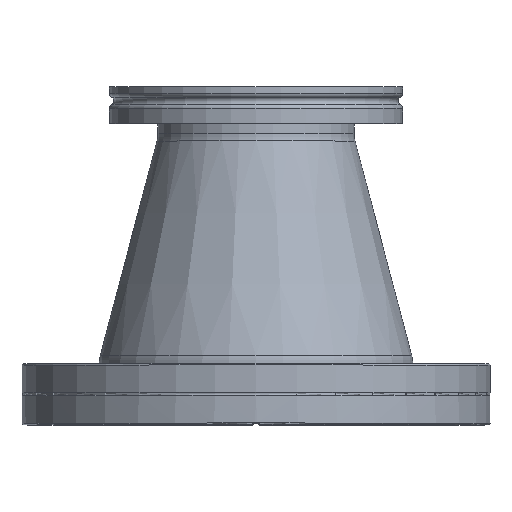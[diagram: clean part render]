
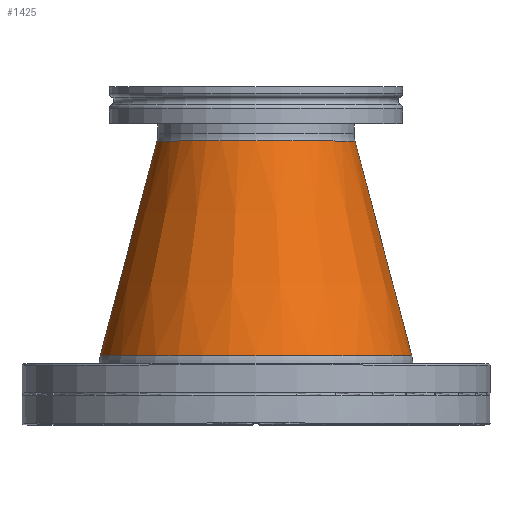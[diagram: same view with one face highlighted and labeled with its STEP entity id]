
A CAD part, top view. The second image highlights one B-rep face of the part: STEP entity #1425.
In plain terms, the highlighted conical face has half-angle 14.8 degrees and reference radius 41.275 mm.
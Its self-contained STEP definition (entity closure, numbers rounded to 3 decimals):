
#96=CONICAL_SURFACE('',#1657,41.275,14.8);
#270=FACE_BOUND('',#611,.T.);
#378=FACE_OUTER_BOUND('',#610,.T.);
#610=EDGE_LOOP('',(#1290));
#611=EDGE_LOOP('',(#1291));
#738=CIRCLE('',#1655,32.082);
#740=CIRCLE('',#1658,50.468);
#870=VERTEX_POINT('',#2764);
#872=VERTEX_POINT('',#2769);
#1012=EDGE_CURVE('',#870,#870,#738,.T.);
#1014=EDGE_CURVE('',#872,#872,#740,.T.);
#1290=ORIENTED_EDGE('',*,*,#1014,.F.);
#1291=ORIENTED_EDGE('',*,*,#1012,.F.);
#1425=ADVANCED_FACE('',(#378,#270),#96,.T.);
#1655=AXIS2_PLACEMENT_3D('',#2765,#2117,#2118);
#1657=AXIS2_PLACEMENT_3D('',#2768,#2121,#2122);
#1658=AXIS2_PLACEMENT_3D('',#2770,#2123,#2124);
#2117=DIRECTION('center_axis',(-1.,0.,0.));
#2118=DIRECTION('ref_axis',(0.,0.,
1.));
#2121=DIRECTION('center_axis',(1.,0.,0.));
#2122=DIRECTION('ref_axis',(0.,0.,-1.));
#2123=DIRECTION('center_axis',(1.,0.,0.));
#2124=DIRECTION('ref_axis',(0.,0.,1.));
#2764=CARTESIAN_POINT('',(-70.844,0.,-32.082));
#2765=CARTESIAN_POINT('Origin',(-70.844,0.,
0.));
#2768=CARTESIAN_POINT('Origin',(-36.05,0.,0.));
#2769=CARTESIAN_POINT('',(-1.256,0.,-50.468));
#2770=CARTESIAN_POINT('Origin',(-1.256,0.,
0.));
